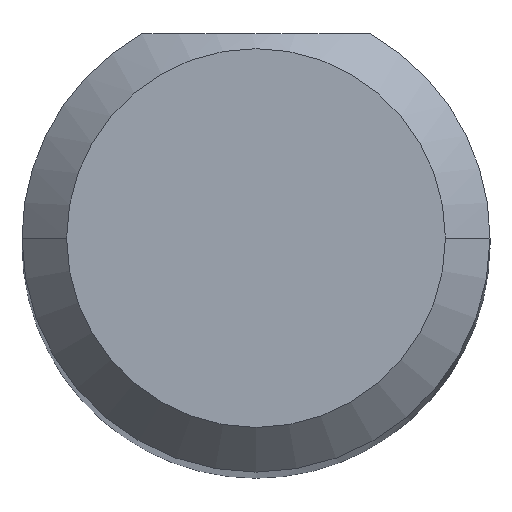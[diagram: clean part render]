
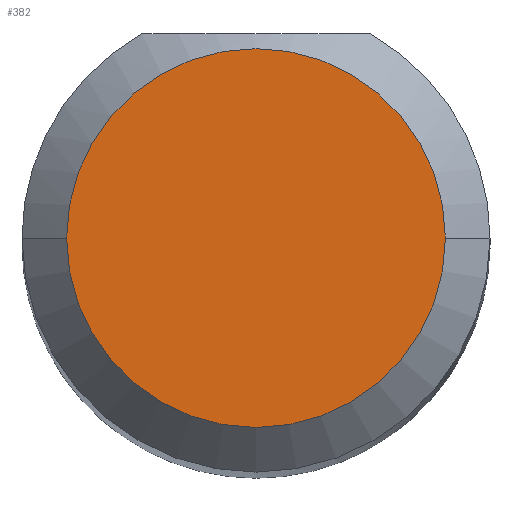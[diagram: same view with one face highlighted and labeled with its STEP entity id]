
A CAD part, top view. The second image highlights one B-rep face of the part: STEP entity #382.
In plain terms, the highlighted planar face has unit normal (0, 0, 1).
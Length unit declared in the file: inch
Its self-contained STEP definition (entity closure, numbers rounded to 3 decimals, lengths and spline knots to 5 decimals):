
#48 = ORIENTED_EDGE ( 'NONE', *, *, #213, .T. ) ;
#80 = PLANE ( 'NONE',  #313 ) ;
#82 = CARTESIAN_POINT ( 'NONE',  ( 0., 0., 1.9685 ) ) ;
#88 = FACE_OUTER_BOUND ( 'NONE', #245, .T. ) ;
#154 = CARTESIAN_POINT ( 'NONE',  ( 0.06374, 0., 1.9685 ) ) ;
#163 = DIRECTION ( 'NONE',  ( 1., 0., 0. ) ) ;
#184 = CIRCLE ( 'NONE', #268, 0.06374 ) ;
#186 = CARTESIAN_POINT ( 'NONE',  ( 0., 0., 1.9685 ) ) ;
#201 = VERTEX_POINT ( 'NONE', #154 ) ;
#213 = EDGE_CURVE ( 'NONE', #201, #462, #184, .T. ) ;
#245 = EDGE_LOOP ( 'NONE', ( #420, #48 ) ) ;
#257 = EDGE_CURVE ( 'NONE', #462, #201, #273, .T. ) ;
#268 = AXIS2_PLACEMENT_3D ( 'NONE', #274, #279, #428 ) ;
#273 = CIRCLE ( 'NONE', #341, 0.06374 ) ;
#274 = CARTESIAN_POINT ( 'NONE',  ( 0., 0., 1.9685 ) ) ;
#279 = DIRECTION ( 'NONE',  ( 0., 0., 1. ) ) ;
#313 = AXIS2_PLACEMENT_3D ( 'NONE', #82, #372, #163 ) ;
#341 = AXIS2_PLACEMENT_3D ( 'NONE', #186, #391, #474 ) ;
#372 = DIRECTION ( 'NONE',  ( 0., 0., 1. ) ) ;
#375 = CARTESIAN_POINT ( 'NONE',  ( -0.06374, 0., 1.9685 ) ) ;
#382 = ADVANCED_FACE ( 'NONE', ( #88 ), #80, .T. ) ;
#391 = DIRECTION ( 'NONE',  ( 0., 0., 1. ) ) ;
#420 = ORIENTED_EDGE ( 'NONE', *, *, #257, .T. ) ;
#428 = DIRECTION ( 'NONE',  ( 1., 0., 0. ) ) ;
#462 = VERTEX_POINT ( 'NONE', #375 ) ;
#474 = DIRECTION ( 'NONE',  ( 1., 0., 0. ) ) ;
